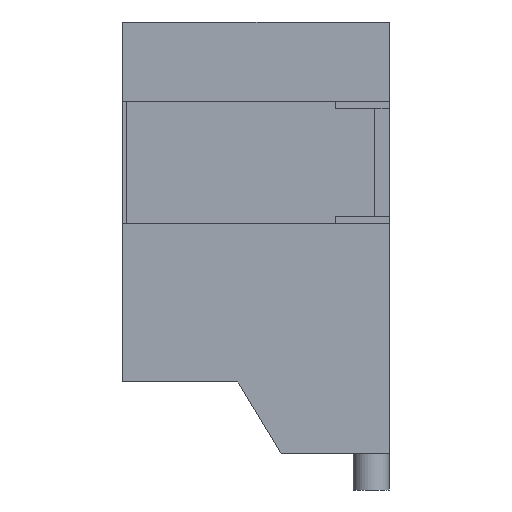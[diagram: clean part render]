
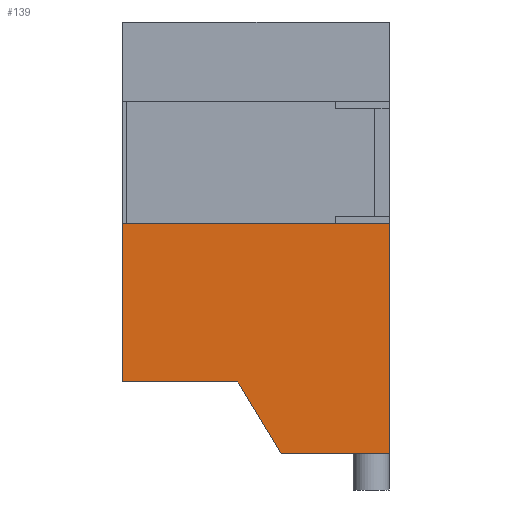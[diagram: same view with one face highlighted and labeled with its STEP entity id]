
A CAD part, left-side view. The second image highlights one B-rep face of the part: STEP entity #139.
In plain terms, the highlighted planar face has unit normal (-1, 0, 0).
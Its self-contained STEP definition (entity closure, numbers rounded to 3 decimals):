
#100 = EDGE_CURVE ( 'NONE', #101, #102, #1389, .T. ) ;
#101 = VERTEX_POINT ( 'NONE', #1385 ) ;
#102 = VERTEX_POINT ( 'NONE', #1384 ) ;
#139 = ADVANCED_FACE ( 'NONE', ( #1379 ), #1364, .T. ) ;
#140 = EDGE_LOOP ( 'NONE', ( #141, #142, #144, #145, #146, #149 ) ) ;
#141 = ORIENTED_EDGE ( 'NONE', *, *, #696, .F. ) ;
#142 = ORIENTED_EDGE ( 'NONE', *, *, #143, .T. ) ;
#143 = EDGE_CURVE ( 'NONE', #693, #689, #1359, .T. ) ;
#144 = ORIENTED_EDGE ( 'NONE', *, *, #594, .F. ) ;
#145 = ORIENTED_EDGE ( 'NONE', *, *, #100, .F. ) ;
#146 = ORIENTED_EDGE ( 'NONE', *, *, #147, .F. ) ;
#147 = EDGE_CURVE ( 'NONE', #148, #101, #1355, .T. ) ;
#148 = VERTEX_POINT ( 'NONE', #1351 ) ;
#149 = ORIENTED_EDGE ( 'NONE', *, *, #150, .F. ) ;
#150 = EDGE_CURVE ( 'NONE', #697, #148, #1349, .T. ) ;
#594 = EDGE_CURVE ( 'NONE', #102, #689, #2758, .T. ) ;
#689 = VERTEX_POINT ( 'NONE', #2837 ) ;
#693 = VERTEX_POINT ( 'NONE', #2832 ) ;
#696 = EDGE_CURVE ( 'NONE', #693, #697, #2830, .T. ) ;
#697 = VERTEX_POINT ( 'NONE', #2826 ) ;
#1346 = DIRECTION ( 'NONE',  ( 0., 1., 0. ) ) ;
#1347 = VECTOR ( 'NONE', #1346, 1000. ) ;
#1348 = CARTESIAN_POINT ( 'NONE',  ( -3.75, 1.5, 0. ) ) ;
#1349 = LINE ( 'NONE', #1348, #1347 ) ;
#1351 = CARTESIAN_POINT ( 'NONE',  ( -3.75, 1.5, 0. ) ) ;
#1352 = DIRECTION ( 'NONE',  ( 0., 0.514, 0.857 ) ) ;
#1353 = VECTOR ( 'NONE', #1352, 1000. ) ;
#1354 = CARTESIAN_POINT ( 'NONE',  ( -3.75, 2.1, 1. ) ) ;
#1355 = LINE ( 'NONE', #1354, #1353 ) ;
#1356 = DIRECTION ( 'NONE',  ( 0., 1., 0. ) ) ;
#1357 = VECTOR ( 'NONE', #1356, 1000. ) ;
#1358 = CARTESIAN_POINT ( 'NONE',  ( -3.75, 0., 3.2 ) ) ;
#1359 = LINE ( 'NONE', #1358, #1357 ) ;
#1360 = DIRECTION ( 'NONE',  ( 0., 0., 1. ) ) ;
#1361 = DIRECTION ( 'NONE',  ( -1., 0., 0. ) ) ;
#1362 = CARTESIAN_POINT ( 'NONE',  ( -3.75, 3.7, 6. ) ) ;
#1363 = AXIS2_PLACEMENT_3D ( 'NONE', #1362, #1361, #1360 ) ;
#1364 = PLANE ( 'NONE',  #1363 ) ;
#1379 = FACE_OUTER_BOUND ( 'NONE', #140, .T. ) ;
#1384 = CARTESIAN_POINT ( 'NONE',  ( -3.75, 3.7, 1. ) ) ;
#1385 = CARTESIAN_POINT ( 'NONE',  ( -3.75, 2.1, 1. ) ) ;
#1386 = DIRECTION ( 'NONE',  ( 0., 1., 0. ) ) ;
#1387 = VECTOR ( 'NONE', #1386, 1000. ) ;
#1388 = CARTESIAN_POINT ( 'NONE',  ( -3.75, 3.7, 1. ) ) ;
#1389 = LINE ( 'NONE', #1388, #1387 ) ;
#2755 = DIRECTION ( 'NONE',  ( 0., 0., 1. ) ) ;
#2756 = VECTOR ( 'NONE', #2755, 1000. ) ;
#2757 = CARTESIAN_POINT ( 'NONE',  ( -3.75, 3.7, 6. ) ) ;
#2758 = LINE ( 'NONE', #2757, #2756 ) ;
#2826 = CARTESIAN_POINT ( 'NONE',  ( -3.75, 0., 0. ) ) ;
#2827 = DIRECTION ( 'NONE',  ( 0., 0., -1. ) ) ;
#2828 = VECTOR ( 'NONE', #2827, 1000. ) ;
#2829 = CARTESIAN_POINT ( 'NONE',  ( -3.75, 0., 0. ) ) ;
#2830 = LINE ( 'NONE', #2829, #2828 ) ;
#2832 = CARTESIAN_POINT ( 'NONE',  ( -3.75, 0., 3.2 ) ) ;
#2837 = CARTESIAN_POINT ( 'NONE',  ( -3.75, 3.7, 3.2 ) ) ;
